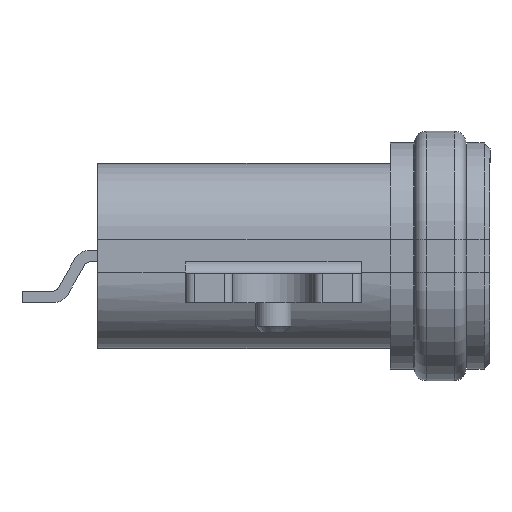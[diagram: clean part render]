
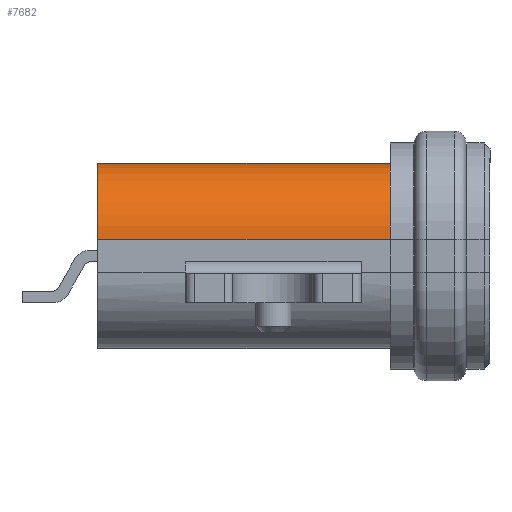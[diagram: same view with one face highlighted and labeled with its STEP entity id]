
A CAD part, left-side view. The second image highlights one B-rep face of the part: STEP entity #7682.
In plain terms, the highlighted cylindrical face has radius 1.3 mm (diameter 2.6 mm), a partial arc.
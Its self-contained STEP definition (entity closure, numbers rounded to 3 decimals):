
#520 = FACE_OUTER_BOUND ( 'NONE', #16338, .T. ) ;
#990 = LINE ( 'NONE', #14334, #3455 ) ;
#1152 = CARTESIAN_POINT ( 'NONE',  ( -3.17, 1.7, 1.58 ) ) ;
#1782 = EDGE_CURVE ( 'NONE', #17058, #8904, #17262, .T. ) ;
#1879 = CARTESIAN_POINT ( 'NONE',  ( -3.17, 6.7, 0.28 ) ) ;
#1945 = CARTESIAN_POINT ( 'NONE',  ( -4.47, 6.7, 0.28 ) ) ;
#2150 = CARTESIAN_POINT ( 'NONE',  ( -3.17, 6.7, 1.58 ) ) ;
#3455 = VECTOR ( 'NONE', #15919, 1000. ) ;
#3772 = DIRECTION ( 'NONE',  ( 0., -1., 0. ) ) ;
#4932 = DIRECTION ( 'NONE',  ( 0., 1., 0. ) ) ;
#5202 = CARTESIAN_POINT ( 'NONE',  ( -3.17, 6.7, 0.28 ) ) ;
#5805 = AXIS2_PLACEMENT_3D ( 'NONE', #15046, #4932, #9601 ) ;
#6973 = EDGE_CURVE ( 'NONE', #20107, #8904, #15381, .T. ) ;
#7682 = ADVANCED_FACE ( 'NONE', ( #520 ), #17179, .T. ) ;
#8217 = ORIENTED_EDGE ( 'NONE', *, *, #6973, .T. ) ;
#8615 = DIRECTION ( 'NONE',  ( 1., 0., 0. ) ) ;
#8904 = VERTEX_POINT ( 'NONE', #1152 ) ;
#8981 = ORIENTED_EDGE ( 'NONE', *, *, #1782, .F. ) ;
#9390 = VECTOR ( 'NONE', #3772, 1000. ) ;
#9465 = CARTESIAN_POINT ( 'NONE',  ( -3.17, 6.7, 1.58 ) ) ;
#9601 = DIRECTION ( 'NONE',  ( 1., 0., 0. ) ) ;
#10020 = EDGE_CURVE ( 'NONE', #17058, #16012, #15947, .T. ) ;
#10251 = AXIS2_PLACEMENT_3D ( 'NONE', #1879, #15361, #20743 ) ;
#12526 = ORIENTED_EDGE ( 'NONE', *, *, #10020, .T. ) ;
#14334 = CARTESIAN_POINT ( 'NONE',  ( -4.47, 6.7, 0.28 ) ) ;
#14347 = AXIS2_PLACEMENT_3D ( 'NONE', #5202, #16973, #8615 ) ;
#15046 = CARTESIAN_POINT ( 'NONE',  ( -3.17, 1.7, 0.28 ) ) ;
#15361 = DIRECTION ( 'NONE',  ( 0., -1., 0. ) ) ;
#15381 = CIRCLE ( 'NONE', #5805, 1.3 ) ;
#15919 = DIRECTION ( 'NONE',  ( 0., -1., 0. ) ) ;
#15947 = CIRCLE ( 'NONE', #10251, 1.3 ) ;
#16012 = VERTEX_POINT ( 'NONE', #1945 ) ;
#16338 = EDGE_LOOP ( 'NONE', ( #17281, #8217, #8981, #12526 ) ) ;
#16973 = DIRECTION ( 'NONE',  ( 0., -1., 0. ) ) ;
#17058 = VERTEX_POINT ( 'NONE', #9465 ) ;
#17179 = CYLINDRICAL_SURFACE ( 'NONE', #14347, 1.3 ) ;
#17262 = LINE ( 'NONE', #2150, #9390 ) ;
#17281 = ORIENTED_EDGE ( 'NONE', *, *, #20638, .T. ) ;
#20107 = VERTEX_POINT ( 'NONE', #21026 ) ;
#20638 = EDGE_CURVE ( 'NONE', #16012, #20107, #990, .T. ) ;
#20743 = DIRECTION ( 'NONE',  ( 1., 0., 0. ) ) ;
#21026 = CARTESIAN_POINT ( 'NONE',  ( -4.47, 1.7, 0.28 ) ) ;
